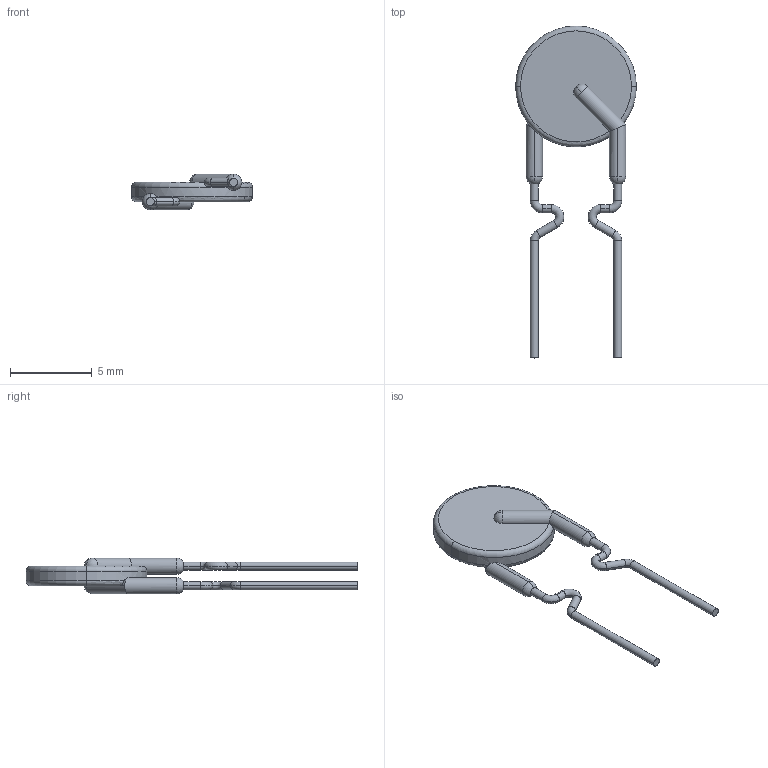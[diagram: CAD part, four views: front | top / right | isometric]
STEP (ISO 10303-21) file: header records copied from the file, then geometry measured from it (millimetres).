
FILE_DESCRIPTION (( 'STEP AP214' ), '1' );
FILE_NAME ('FUSE_Resettable_PTH.STEP', '2019-01-12T15:38:27', ( '' ), ( '' ), 'SwSTEP 2.0', 'SolidWorks 2017', '' );
FILE_SCHEMA (( 'AUTOMOTIVE_DESIGN' ));
Length unit declared in the file: millimetre
Products named in the file (1): FUSE_Resettable_PTH
Bounding box: 7.4 x 20.33 x 2.2 mm (x, y, z)
Volume: 63.5 mm3; surface area: 172.4 mm2
Topology: 1 solids, 1 shells, 58 faces, 152 edges, 88 vertices
Faces by surface type: cylinder 28, torus 18, sphere 8, plane 4
Entity records: 2106 total; most frequent: CARTESIAN_POINT 363, DIRECTION 328, ORIENTED_EDGE 280, AXIS2_PLACEMENT_3D 149, EDGE_CURVE 140, CIRCLE 90, VERTEX_POINT 84, EDGE_LOOP 58
